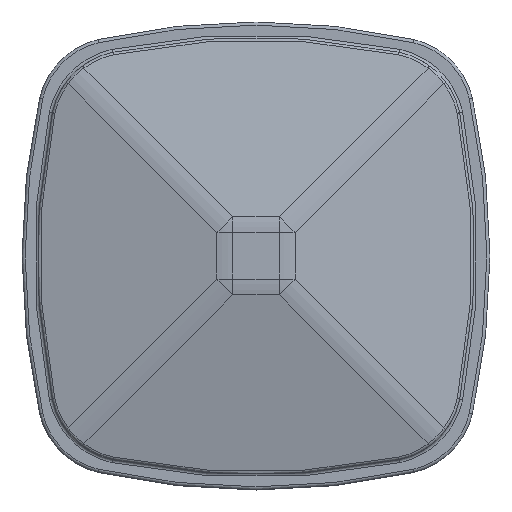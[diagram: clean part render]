
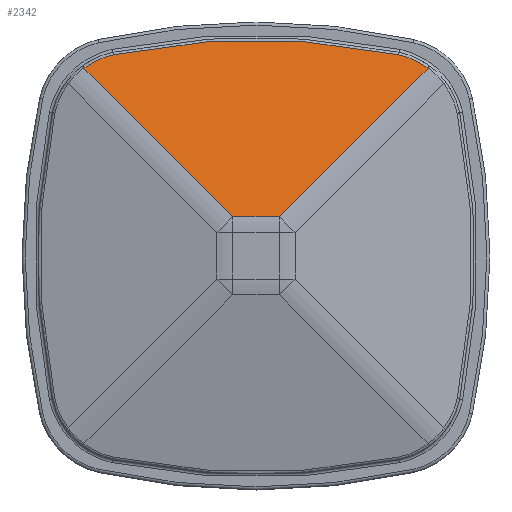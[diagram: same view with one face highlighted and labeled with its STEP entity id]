
A CAD part, top view. The second image highlights one B-rep face of the part: STEP entity #2342.
In plain terms, the highlighted planar face has unit normal (0, 0.204, 0.979).
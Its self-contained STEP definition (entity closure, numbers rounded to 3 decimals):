
#112=PLANE('',#2756);
#114=ELLIPSE('',#2371,4.903,4.8);
#143=ELLIPSE('',#2415,4.903,4.8);
#145=ELLIPSE('',#2417,45.762,44.8);
#380=FACE_OUTER_BOUND('',#542,.T.);
#542=EDGE_LOOP('',(#2177,#2178,#2179,#2180,#2181,#2182));
#558=LINE('',#4067,#629);
#601=LINE('',#4774,#672);
#612=LINE('',#5049,#683);
#629=VECTOR('',#2908,10.);
#672=VECTOR('',#3541,10.);
#683=VECTOR('',#3606,10.);
#922=VERTEX_POINT('',#3654);
#923=VERTEX_POINT('',#3656);
#949=VERTEX_POINT('',#3981);
#951=VERTEX_POINT('',#4006);
#962=VERTEX_POINT('',#4066);
#1119=VERTEX_POINT('',#4772);
#1132=EDGE_CURVE('',#922,#923,#114,.T.);
#1176=EDGE_CURVE('',#949,#951,#143,.T.);
#1178=EDGE_CURVE('',#951,#922,#145,.T.);
#1195=EDGE_CURVE('',#923,#962,#558,.T.);
#1448=EDGE_CURVE('',#1119,#949,#601,.T.);
#1476=EDGE_CURVE('',#962,#1119,#612,.T.);
#2177=ORIENTED_EDGE('',*,*,#1176,.F.);
#2178=ORIENTED_EDGE('',*,*,#1448,.F.);
#2179=ORIENTED_EDGE('',*,*,#1476,.F.);
#2180=ORIENTED_EDGE('',*,*,#1195,.F.);
#2181=ORIENTED_EDGE('',*,*,#1132,.F.);
#2182=ORIENTED_EDGE('',*,*,#1178,.F.);
#2342=ADVANCED_FACE('',(#380),#112,.F.);
#2371=AXIS2_PLACEMENT_3D('',#3657,#2777,#2778);
#2415=AXIS2_PLACEMENT_3D('',#4010,#2865,#2866);
#2417=AXIS2_PLACEMENT_3D('',#4032,#2869,#2870);
#2756=AXIS2_PLACEMENT_3D('',#5055,#3615,#3616);
#2777=DIRECTION('center_axis',(0.,-0.204,
-0.979));
#2778=DIRECTION('ref_axis',(0.,0.979,-0.204));
#2865=DIRECTION('center_axis',(0.,-0.204,
-0.979));
#2866=DIRECTION('ref_axis',(0.,0.979,-0.204));
#2869=DIRECTION('center_axis',(0.,-0.204,
-0.979));
#2870=DIRECTION('ref_axis',(0.,0.979,-0.204));
#2908=DIRECTION('',(-0.7,-0.7,0.146));
#3541=DIRECTION('',(-0.7,0.7,-0.146));
#3606=DIRECTION('',(-1.,0.,0.));
#3615=DIRECTION('center_axis',(0.,-0.204,
-0.979));
#3616=DIRECTION('ref_axis',(0.,-0.979,0.204));
#3654=CARTESIAN_POINT('',(9.138,12.899,1.229));
#3656=CARTESIAN_POINT('',(11.028,12.048,1.407));
#3657=CARTESIAN_POINT('Origin',(8.159,8.2,2.208));
#3981=CARTESIAN_POINT('',(-11.028,12.048,1.407));
#4006=CARTESIAN_POINT('',(-9.138,12.899,1.229));
#4010=CARTESIAN_POINT('Origin',(-8.159,8.2,2.208));
#4032=CARTESIAN_POINT('Origin',(0.,-30.959,
10.367));
#4066=CARTESIAN_POINT('',(1.485,2.504,3.395));
#4067=CARTESIAN_POINT('',(6.628,7.648,2.323));
#4772=CARTESIAN_POINT('',(-1.485,2.504,3.395));
#4774=CARTESIAN_POINT('',(-6.628,7.648,2.323));
#5049=CARTESIAN_POINT('',(0.,2.504,3.395));
#5055=CARTESIAN_POINT('Origin',(0.,14.,1.));
